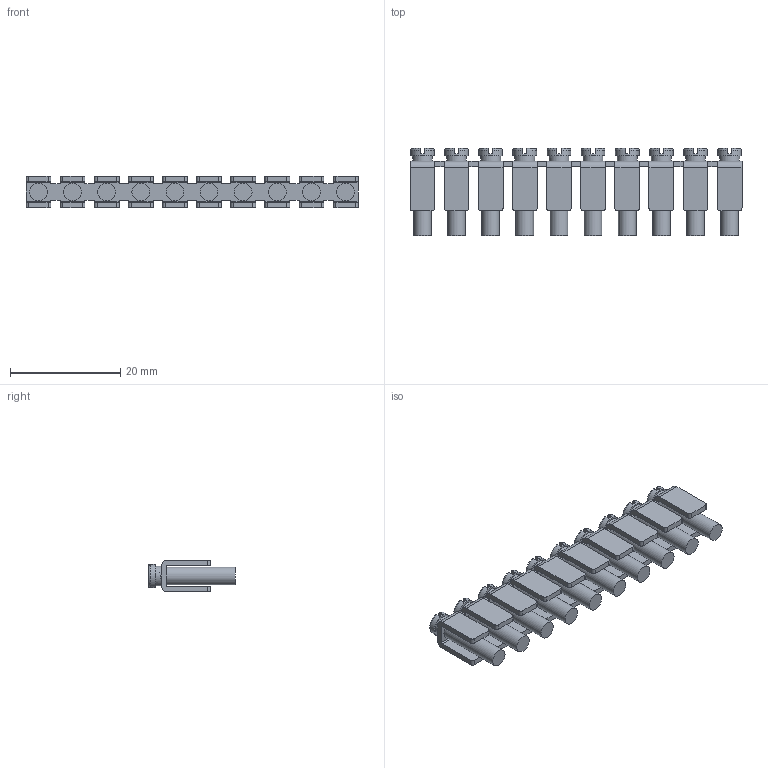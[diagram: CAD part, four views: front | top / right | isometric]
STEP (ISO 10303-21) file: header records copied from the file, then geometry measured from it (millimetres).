
FILE_DESCRIPTION(/* description */ (''),/* implementation_level */ '2;1');
FILE_NAME(/* name */ 'CQ10-4_stp.stp',/* time_stamp */ '2023-07-25T10:54:34+08:00',/* author */ (''),/* organization */ (''),/* preprocessor_version */ 'ST-DEVELOPER v16.7',/* originating_system */ 'SIEMENS PLM Software NX 12.0',/* authorisation */ '');
FILE_SCHEMA (('AP203_CONFIGURATION_CONTROLLED_3D_DESIGN_OF_MECHANICAL_PARTS_AND_ASSEMBLIES_MIM_LF { 1 0 10303 403 2 1 2}'));
Length unit declared in the file: millimetre
Products named in the file (1): CQ2-4_stp
Bounding box: 60.3 x 15.8 x 5.8 mm (x, y, z)
Volume: 2241.8 mm3; surface area: 4366.4 mm2
Topology: 1 solids, 11 shells, 418 faces, 1147 edges, 771 vertices
Faces by surface type: plane 228, cylinder 140, bspline 30, torus 20
Full cylindrical faces by diameter (mm): 3.2 x20, 3.6 x10, 4.3 x10
Entity records: 34586 total; most frequent: CARTESIAN_POINT 24379, ORIENTED_EDGE 2136, DIRECTION 1986, EDGE_CURVE 1068, VERTEX_POINT 732, AXIS2_PLACEMENT_3D 719, LINE 548, VECTOR 548
